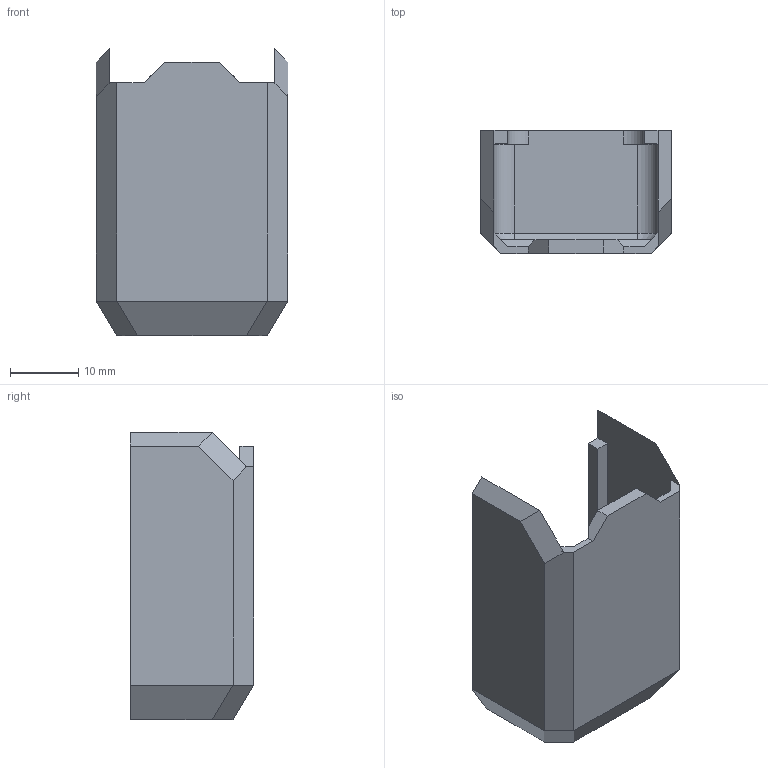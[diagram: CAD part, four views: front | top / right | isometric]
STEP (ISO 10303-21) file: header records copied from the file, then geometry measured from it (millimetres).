
FILE_DESCRIPTION((''),'2;1');
FILE_NAME('KAPPE_BEFESTIGUNG_KETTE','2022-03-04T19:37:18',('Dinu'),(''),'CREO PARAMETRIC BY PTC INC, 2021164','CREO PARAMETRIC BY PTC INC, 2021164','');
FILE_SCHEMA(('CONFIG_CONTROL_DESIGN'));
Length unit declared in the file: millimetre
Products named in the file (1): KAPPE_BEFESTIGUNG_KETTE
Bounding box: 28 x 18 x 42 mm (x, y, z)
Volume: 4999.3 mm3; surface area: 5752.4 mm2
Topology: 1 solids, 1 shells, 47 faces, 128 edges, 83 vertices
Faces by surface type: plane 41, cylinder 4, cone 2
Entity records: 1494 total; most frequent: CARTESIAN_POINT 258, ORIENTED_EDGE 256, DIRECTION 232, EDGE_CURVE 128, VECTOR 118, LINE 118, VERTEX_POINT 83, AXIS2_PLACEMENT_3D 57
